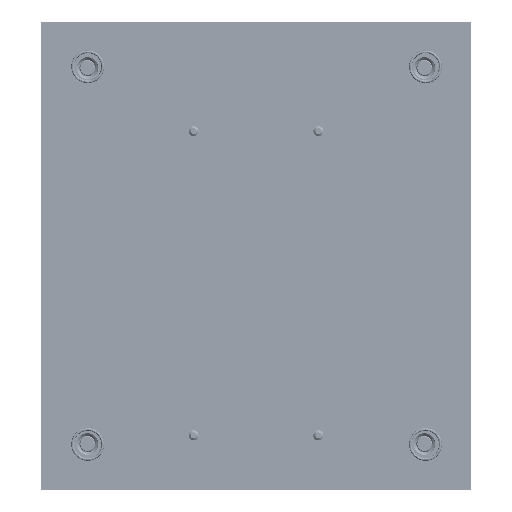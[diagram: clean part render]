
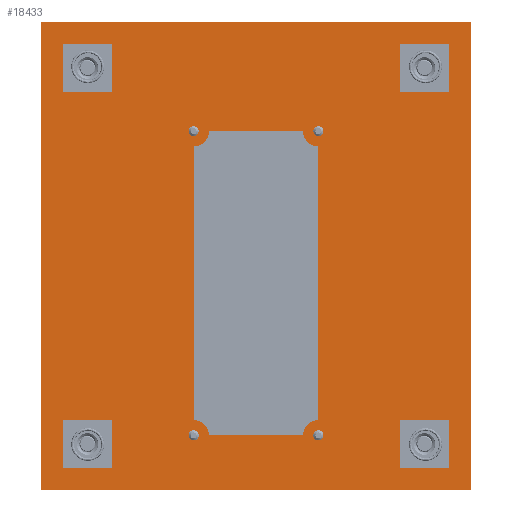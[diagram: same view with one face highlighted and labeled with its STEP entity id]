
A CAD part, front view. The second image highlights one B-rep face of the part: STEP entity #18433.
In plain terms, the highlighted planar face has unit normal (0, -1, 0).
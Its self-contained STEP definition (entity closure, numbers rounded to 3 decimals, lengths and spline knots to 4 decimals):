
#2019=FACE_BOUND('',#3672,.T.);
#2020=FACE_BOUND('',#3673,.T.);
#2021=FACE_BOUND('',#3674,.T.);
#2022=FACE_BOUND('',#3675,.T.);
#2023=FACE_BOUND('',#3676,.T.);
#2024=FACE_BOUND('',#3677,.T.);
#2025=FACE_BOUND('',#3678,.T.);
#2026=FACE_BOUND('',#3679,.T.);
#2027=FACE_BOUND('',#3680,.T.);
#2167=CIRCLE('',#19808,0.0325);
#2169=CIRCLE('',#19811,0.0325);
#2171=CIRCLE('',#19814,0.0325);
#2173=CIRCLE('',#19817,0.0325);
#2175=CIRCLE('',#19820,0.0984);
#2177=CIRCLE('',#19824,0.0984);
#2179=CIRCLE('',#19828,0.0984);
#2181=CIRCLE('',#19832,0.0984);
#2617=FACE_OUTER_BOUND('',#3671,.T.);
#3671=EDGE_LOOP('',(#12845,#12846,#12847,#12848));
#3672=EDGE_LOOP('',(#12849,#12850,#12851,#12852));
#3673=EDGE_LOOP('',(#12853,#12854,#12855,#12856));
#3674=EDGE_LOOP('',(#12857,#12858,#12859,#12860));
#3675=EDGE_LOOP('',(#12861,#12862,#12863,#12864));
#3676=EDGE_LOOP('',(#12865));
#3677=EDGE_LOOP('',(#12866));
#3678=EDGE_LOOP('',(#12867));
#3679=EDGE_LOOP('',(#12868));
#3680=EDGE_LOOP('',(#12869,#12870,#12871,#12872,#12873,#12874,#12875,#12876));
#4748=LINE('',#26364,#6456);
#4751=LINE('',#26370,#6459);
#4754=LINE('',#26376,#6462);
#4757=LINE('',#26380,#6465);
#4760=LINE('',#26388,#6468);
#4763=LINE('',#26394,#6471);
#4766=LINE('',#26400,#6474);
#4769=LINE('',#26404,#6477);
#4772=LINE('',#26412,#6480);
#4775=LINE('',#26418,#6483);
#4778=LINE('',#26424,#6486);
#4781=LINE('',#26428,#6489);
#4784=LINE('',#26436,#6492);
#4787=LINE('',#26442,#6495);
#4790=LINE('',#26448,#6498);
#4793=LINE('',#26452,#6501);
#4888=LINE('',#26700,#6596);
#4892=LINE('',#26712,#6600);
#4896=LINE('',#26724,#6604);
#4899=LINE('',#26733,#6607);
#4922=LINE('',#26787,#6630);
#4925=LINE('',#26792,#6633);
#4927=LINE('',#26796,#6635);
#4929=LINE('',#26799,#6637);
#6456=VECTOR('',#21384,0.3937);
#6459=VECTOR('',#21389,0.3937);
#6462=VECTOR('',#21394,0.3937);
#6465=VECTOR('',#21399,0.3937);
#6468=VECTOR('',#21404,0.3937);
#6471=VECTOR('',#21409,0.3937);
#6474=VECTOR('',#21414,0.3937);
#6477=VECTOR('',#21419,0.3937);
#6480=VECTOR('',#21424,0.3937);
#6483=VECTOR('',#21429,0.3937);
#6486=VECTOR('',#21434,0.3937);
#6489=VECTOR('',#21439,0.3937);
#6492=VECTOR('',#21444,0.3937);
#6495=VECTOR('',#21449,0.3937);
#6498=VECTOR('',#21454,0.3937);
#6501=VECTOR('',#21459,0.3937);
#6596=VECTOR('',#21684,0.3937);
#6600=VECTOR('',#21696,0.3937);
#6604=VECTOR('',#21708,0.3937);
#6607=VECTOR('',#21719,0.3937);
#6630=VECTOR('',#21780,0.3937);
#6633=VECTOR('',#21785,0.3937);
#6635=VECTOR('',#21789,0.3937);
#6637=VECTOR('',#21793,0.3937);
#8164=VERTEX_POINT('',#26361);
#8165=VERTEX_POINT('',#26363);
#8167=VERTEX_POINT('',#26369);
#8169=VERTEX_POINT('',#26375);
#8172=VERTEX_POINT('',#26385);
#8173=VERTEX_POINT('',#26387);
#8175=VERTEX_POINT('',#26393);
#8177=VERTEX_POINT('',#26399);
#8180=VERTEX_POINT('',#26409);
#8181=VERTEX_POINT('',#26411);
#8183=VERTEX_POINT('',#26417);
#8185=VERTEX_POINT('',#26423);
#8188=VERTEX_POINT('',#26433);
#8189=VERTEX_POINT('',#26435);
#8191=VERTEX_POINT('',#26441);
#8193=VERTEX_POINT('',#26447);
#8269=VERTEX_POINT('',#26665);
#8271=VERTEX_POINT('',#26671);
#8273=VERTEX_POINT('',#26677);
#8275=VERTEX_POINT('',#26683);
#8278=VERTEX_POINT('',#26690);
#8279=VERTEX_POINT('',#26692);
#8281=VERTEX_POINT('',#26698);
#8283=VERTEX_POINT('',#26704);
#8285=VERTEX_POINT('',#26710);
#8287=VERTEX_POINT('',#26716);
#8289=VERTEX_POINT('',#26722);
#8291=VERTEX_POINT('',#26728);
#8302=VERTEX_POINT('',#26785);
#8303=VERTEX_POINT('',#26786);
#8304=VERTEX_POINT('',#26791);
#8305=VERTEX_POINT('',#26795);
#9833=EDGE_CURVE('',#8165,#8164,#4748,.T.);
#9836=EDGE_CURVE('',#8167,#8165,#4751,.T.);
#9839=EDGE_CURVE('',#8169,#8167,#4754,.T.);
#9842=EDGE_CURVE('',#8164,#8169,#4757,.T.);
#9845=EDGE_CURVE('',#8173,#8172,#4760,.T.);
#9848=EDGE_CURVE('',#8175,#8173,#4763,.T.);
#9851=EDGE_CURVE('',#8177,#8175,#4766,.T.);
#9854=EDGE_CURVE('',#8172,#8177,#4769,.T.);
#9857=EDGE_CURVE('',#8181,#8180,#4772,.T.);
#9860=EDGE_CURVE('',#8183,#8181,#4775,.T.);
#9863=EDGE_CURVE('',#8185,#8183,#4778,.T.);
#9866=EDGE_CURVE('',#8180,#8185,#4781,.T.);
#9869=EDGE_CURVE('',#8189,#8188,#4784,.T.);
#9872=EDGE_CURVE('',#8191,#8189,#4787,.T.);
#9875=EDGE_CURVE('',#8193,#8191,#4790,.T.);
#9878=EDGE_CURVE('',#8188,#8193,#4793,.T.);
#9983=EDGE_CURVE('',#8269,#8269,#2167,.T.);
#9986=EDGE_CURVE('',#8271,#8271,#2169,.T.);
#9989=EDGE_CURVE('',#8273,#8273,#2171,.T.);
#9992=EDGE_CURVE('',#8275,#8275,#2173,.T.);
#9995=EDGE_CURVE('',#8279,#8278,#2175,.T.);
#9999=EDGE_CURVE('',#8278,#8281,#4888,.T.);
#10002=EDGE_CURVE('',#8281,#8283,#2177,.T.);
#10005=EDGE_CURVE('',#8283,#8285,#4892,.T.);
#10008=EDGE_CURVE('',#8285,#8287,#2179,.T.);
#10011=EDGE_CURVE('',#8287,#8289,#4896,.T.);
#10014=EDGE_CURVE('',#8289,#8291,#2181,.T.);
#10016=EDGE_CURVE('',#8291,#8279,#4899,.T.);
#10039=EDGE_CURVE('',#8302,#8303,#4922,.T.);
#10042=EDGE_CURVE('',#8303,#8304,#4925,.T.);
#10044=EDGE_CURVE('',#8304,#8305,#4927,.T.);
#10046=EDGE_CURVE('',#8305,#8302,#4929,.T.);
#12845=ORIENTED_EDGE('',*,*,#10046,.T.);
#12846=ORIENTED_EDGE('',*,*,#10039,.T.);
#12847=ORIENTED_EDGE('',*,*,#10042,.T.);
#12848=ORIENTED_EDGE('',*,*,#10044,.T.);
#12849=ORIENTED_EDGE('',*,*,#9842,.T.);
#12850=ORIENTED_EDGE('',*,*,#9839,.T.);
#12851=ORIENTED_EDGE('',*,*,#9836,.T.);
#12852=ORIENTED_EDGE('',*,*,#9833,.T.);
#12853=ORIENTED_EDGE('',*,*,#9854,.T.);
#12854=ORIENTED_EDGE('',*,*,#9851,.T.);
#12855=ORIENTED_EDGE('',*,*,#9848,.T.);
#12856=ORIENTED_EDGE('',*,*,#9845,.T.);
#12857=ORIENTED_EDGE('',*,*,#9866,.T.);
#12858=ORIENTED_EDGE('',*,*,#9863,.T.);
#12859=ORIENTED_EDGE('',*,*,#9860,.T.);
#12860=ORIENTED_EDGE('',*,*,#9857,.T.);
#12861=ORIENTED_EDGE('',*,*,#9878,.T.);
#12862=ORIENTED_EDGE('',*,*,#9875,.T.);
#12863=ORIENTED_EDGE('',*,*,#9872,.T.);
#12864=ORIENTED_EDGE('',*,*,#9869,.T.);
#12865=ORIENTED_EDGE('',*,*,#9983,.T.);
#12866=ORIENTED_EDGE('',*,*,#9986,.T.);
#12867=ORIENTED_EDGE('',*,*,#9989,.T.);
#12868=ORIENTED_EDGE('',*,*,#9992,.T.);
#12869=ORIENTED_EDGE('',*,*,#9995,.T.);
#12870=ORIENTED_EDGE('',*,*,#9999,.T.);
#12871=ORIENTED_EDGE('',*,*,#10002,.T.);
#12872=ORIENTED_EDGE('',*,*,#10005,.T.);
#12873=ORIENTED_EDGE('',*,*,#10008,.T.);
#12874=ORIENTED_EDGE('',*,*,#10011,.T.);
#12875=ORIENTED_EDGE('',*,*,#10014,.T.);
#12876=ORIENTED_EDGE('',*,*,#10016,.T.);
#17740=PLANE('',#19856);
#18433=ADVANCED_FACE('',(#2617,#2019,#2020,#2021,#2022,#2023,#2024,#2025,
#2026,#2027),#17740,.F.);
#19808=AXIS2_PLACEMENT_3D('',#26667,#21649,#21650);
#19811=AXIS2_PLACEMENT_3D('',#26673,#21656,#21657);
#19814=AXIS2_PLACEMENT_3D('',#26679,#21663,#21664);
#19817=AXIS2_PLACEMENT_3D('',#26685,#21670,#21671);
#19820=AXIS2_PLACEMENT_3D('',#26693,#21677,#21678);
#19824=AXIS2_PLACEMENT_3D('',#26706,#21690,#21691);
#19828=AXIS2_PLACEMENT_3D('',#26718,#21702,#21703);
#19832=AXIS2_PLACEMENT_3D('',#26730,#21714,#21715);
#19856=AXIS2_PLACEMENT_3D('',#26800,#21794,#21795);
#21384=DIRECTION('',(0.,0.,-1.));
#21389=DIRECTION('',(1.,0.,0.));
#21394=DIRECTION('',(0.,0.,1.));
#21399=DIRECTION('',(-1.,0.,0.));
#21404=DIRECTION('',(0.,0.,-1.));
#21409=DIRECTION('',(1.,0.,0.));
#21414=DIRECTION('',(0.,0.,1.));
#21419=DIRECTION('',(-1.,0.,0.));
#21424=DIRECTION('',(0.,0.,-1.));
#21429=DIRECTION('',(1.,0.,0.));
#21434=DIRECTION('',(0.,0.,1.));
#21439=DIRECTION('',(-1.,0.,0.));
#21444=DIRECTION('',(0.,0.,-1.));
#21449=DIRECTION('',(1.,0.,0.));
#21454=DIRECTION('',(0.,0.,1.));
#21459=DIRECTION('',(-1.,0.,0.));
#21649=DIRECTION('center_axis',(0.,1.,0.));
#21650=DIRECTION('ref_axis',(-1.,0.,0.));
#21656=DIRECTION('center_axis',(0.,1.,0.));
#21657=DIRECTION('ref_axis',(-1.,0.,0.));
#21663=DIRECTION('center_axis',(0.,1.,0.));
#21664=DIRECTION('ref_axis',(-1.,0.,0.));
#21670=DIRECTION('center_axis',(0.,1.,0.));
#21671=DIRECTION('ref_axis',(-1.,0.,0.));
#21677=DIRECTION('center_axis',(0.,-1.,0.));
#21678=DIRECTION('ref_axis',(-1.,0.,0.));
#21684=DIRECTION('',(0.,0.,-1.));
#21690=DIRECTION('center_axis',(0.,-1.,0.));
#21691=DIRECTION('ref_axis',(-1.,0.,0.));
#21696=DIRECTION('',(-1.,0.,0.));
#21702=DIRECTION('center_axis',(0.,-1.,0.));
#21703=DIRECTION('ref_axis',(-1.,0.,0.));
#21708=DIRECTION('',(0.,0.,1.));
#21714=DIRECTION('center_axis',(0.,-1.,0.));
#21715=DIRECTION('ref_axis',(-1.,0.,0.));
#21719=DIRECTION('',(1.,0.,0.));
#21780=DIRECTION('',(0.,0.,-1.));
#21785=DIRECTION('',(1.,0.,0.));
#21789=DIRECTION('',(0.,0.,1.));
#21793=DIRECTION('',(-1.,0.,0.));
#21794=DIRECTION('center_axis',(0.,1.,0.));
#21795=DIRECTION('ref_axis',(1.,0.,0.));
#26361=CARTESIAN_POINT('',(-0.925,0.,1.05));
#26363=CARTESIAN_POINT('',(-0.925,0.,1.36));
#26364=CARTESIAN_POINT('',(-0.925,0.,1.36));
#26369=CARTESIAN_POINT('',(-1.235,0.,1.36));
#26370=CARTESIAN_POINT('',(-1.235,0.,1.36));
#26375=CARTESIAN_POINT('',(-1.235,0.,1.05));
#26376=CARTESIAN_POINT('',(-1.235,0.,1.05));
#26380=CARTESIAN_POINT('',(-0.925,0.,1.05));
#26385=CARTESIAN_POINT('',(1.235,0.,1.05));
#26387=CARTESIAN_POINT('',(1.235,0.,1.36));
#26388=CARTESIAN_POINT('',(1.235,0.,1.36));
#26393=CARTESIAN_POINT('',(0.925,0.,1.36));
#26394=CARTESIAN_POINT('',(0.925,0.,1.36));
#26399=CARTESIAN_POINT('',(0.925,0.,1.05));
#26400=CARTESIAN_POINT('',(0.925,0.,1.05));
#26404=CARTESIAN_POINT('',(1.235,0.,1.05));
#26409=CARTESIAN_POINT('',(-0.925,0.,-1.36));
#26411=CARTESIAN_POINT('',(-0.925,0.,-1.05));
#26412=CARTESIAN_POINT('',(-0.925,0.,-1.05));
#26417=CARTESIAN_POINT('',(-1.235,0.,-1.05));
#26418=CARTESIAN_POINT('',(-1.235,0.,-1.05));
#26423=CARTESIAN_POINT('',(-1.235,0.,-1.36));
#26424=CARTESIAN_POINT('',(-1.235,0.,-1.36));
#26428=CARTESIAN_POINT('',(-0.925,0.,-1.36));
#26433=CARTESIAN_POINT('',(1.235,0.,-1.36));
#26435=CARTESIAN_POINT('',(1.235,0.,-1.05));
#26436=CARTESIAN_POINT('',(1.235,0.,-1.05));
#26441=CARTESIAN_POINT('',(0.925,0.,-1.05));
#26442=CARTESIAN_POINT('',(0.925,0.,-1.05));
#26447=CARTESIAN_POINT('',(0.925,0.,-1.36));
#26448=CARTESIAN_POINT('',(0.925,0.,-1.36));
#26452=CARTESIAN_POINT('',(1.235,0.,-1.36));
#26665=CARTESIAN_POINT('',(0.4325,0.,-1.15));
#26667=CARTESIAN_POINT('Origin',(0.4,0.,-1.15));
#26671=CARTESIAN_POINT('',(0.4325,0.,0.8));
#26673=CARTESIAN_POINT('Origin',(0.4,0.,0.8));
#26677=CARTESIAN_POINT('',(-0.3675,0.,-1.15));
#26679=CARTESIAN_POINT('Origin',(-0.4,0.,-1.15));
#26683=CARTESIAN_POINT('',(-0.3675,0.,0.8));
#26685=CARTESIAN_POINT('Origin',(-0.4,0.,0.8));
#26690=CARTESIAN_POINT('',(0.4,0.,0.7016));
#26692=CARTESIAN_POINT('',(0.3016,0.,0.8));
#26693=CARTESIAN_POINT('Origin',(0.4,0.,0.8));
#26698=CARTESIAN_POINT('',(0.4,0.,-1.0516));
#26700=CARTESIAN_POINT('',(0.4,0.,-0.5258));
#26704=CARTESIAN_POINT('',(0.3016,0.,-1.15));
#26706=CARTESIAN_POINT('Origin',(0.4,0.,-1.15));
#26710=CARTESIAN_POINT('',(-0.3016,0.,-1.15));
#26712=CARTESIAN_POINT('',(-0.1508,0.,-1.15));
#26716=CARTESIAN_POINT('',(-0.4,0.,-1.0516));
#26718=CARTESIAN_POINT('Origin',(-0.4,0.,-1.15));
#26722=CARTESIAN_POINT('',(-0.4,0.,0.7016));
#26724=CARTESIAN_POINT('',(-0.4,0.,0.3508));
#26728=CARTESIAN_POINT('',(-0.3016,0.,0.8));
#26730=CARTESIAN_POINT('Origin',(-0.4,0.,0.8));
#26733=CARTESIAN_POINT('',(0.1508,0.,0.8));
#26785=CARTESIAN_POINT('',(-1.375,0.,1.5));
#26786=CARTESIAN_POINT('',(-1.375,0.,-1.5));
#26787=CARTESIAN_POINT('',(-1.375,0.,1.5));
#26791=CARTESIAN_POINT('',(1.375,0.,-1.5));
#26792=CARTESIAN_POINT('',(-1.375,0.,-1.5));
#26795=CARTESIAN_POINT('',(1.375,0.,1.5));
#26796=CARTESIAN_POINT('',(1.375,0.,-1.5));
#26799=CARTESIAN_POINT('',(1.375,0.,1.5));
#26800=CARTESIAN_POINT('Origin',(0.,0.,0.));
